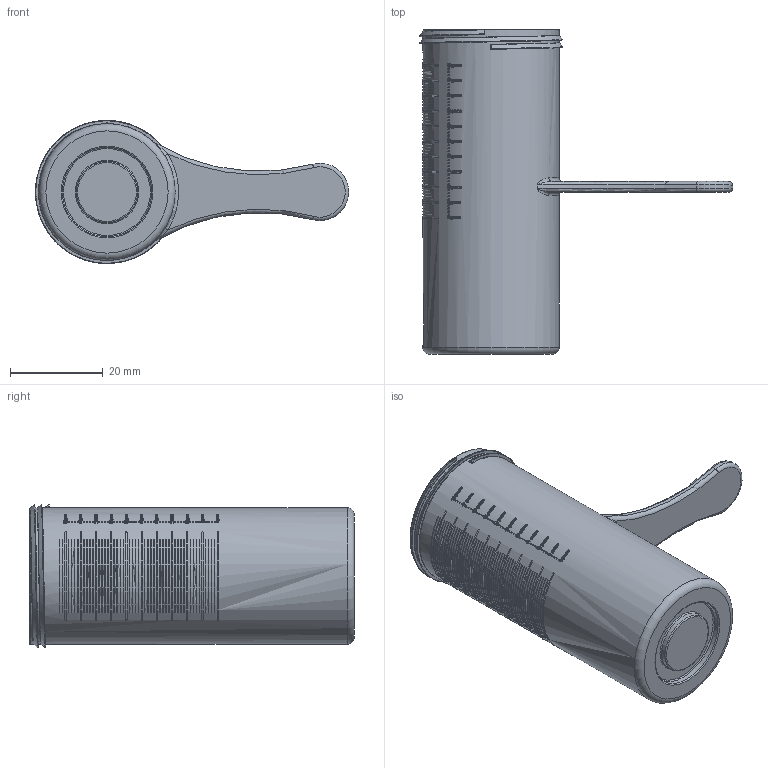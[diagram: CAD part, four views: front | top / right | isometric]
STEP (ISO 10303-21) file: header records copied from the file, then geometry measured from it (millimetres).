
FILE_DESCRIPTION((''),'2;1');
FILE_NAME('Measuring Spoon Body Rev C.stp','2012-04-21T14:23:49',('NCS'),(''),'Autodesk Inventor 2013','Autodesk Inventor 2013','');
FILE_SCHEMA(('AUTOMOTIVE_DESIGN { 1 0 10303 214 1 1 1 1 }'));
Length unit declared in the file: inch
Products named in the file (1): Measuring Spoon Body Rev C
Bounding box: 67.68 x 70.13 x 30.93 mm (x, y, z)
Volume: 11175.6 mm3; surface area: 14708 mm2
Topology: 1 solids, 1 shells, 2382 faces, 6267 edges, 4167 vertices
Faces by surface type: bspline 1344, plane 729, cylinder 238, torus 69, sphere 2
Full cylindrical faces by diameter (mm): 13.208 x1, 19.304 x1, 26.68 x1, 29.464 x2
Entity records: 390115 total; most frequent: CARTESIAN_POINT 338915, ORIENTED_EDGE 12488, EDGE_CURVE 6244, DIRECTION 5603, VERTEX_POINT 4159, B_SPLINE_CURVE_WITH_KNOTS 3280, EDGE_LOOP 2673, VECTOR 2399
